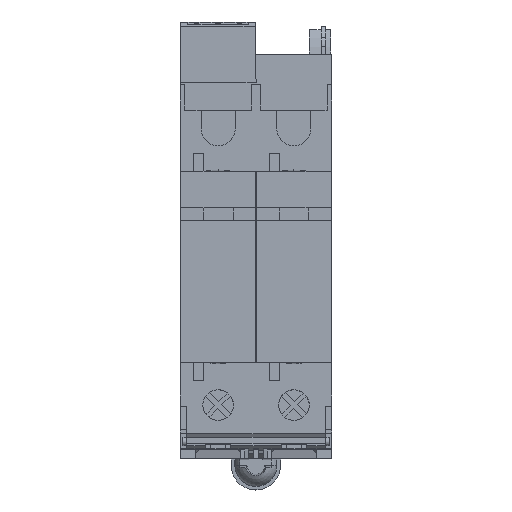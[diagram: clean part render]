
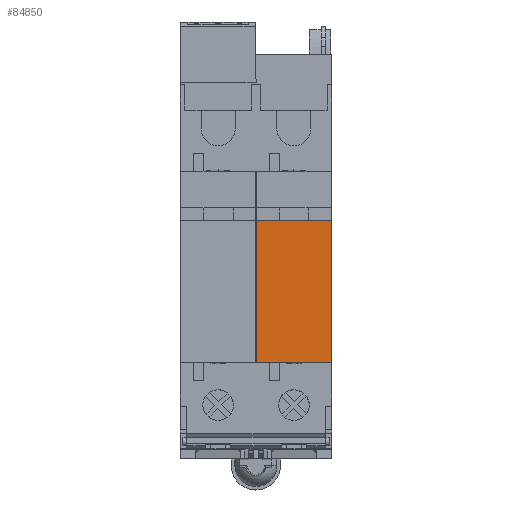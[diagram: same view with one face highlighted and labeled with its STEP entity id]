
A CAD part, top view. The second image highlights one B-rep face of the part: STEP entity #84850.
In plain terms, the highlighted face is planar.
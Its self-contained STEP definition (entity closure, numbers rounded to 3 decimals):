
#22650=CARTESIAN_POINT('',(22.404,98.015,
53.146));
#22660=VERTEX_POINT('',#22650);
#22690=CARTESIAN_POINT('',(22.404,98.015,
35.491));
#22700=DIRECTION('',(0.,0.,-1.));
#22710=VECTOR('',#22700,1.);
#22720=LINE('',#22690,#22710);
#22730=CARTESIAN_POINT('',(22.404,98.015,
35.646));
#22740=VERTEX_POINT('',#22730);
#22750=EDGE_CURVE('',#22660,#22740,#22720,.T.);
#66840=CARTESIAN_POINT('',(-1.813,98.015,
35.646));
#66850=DIRECTION('',(-1.,0.,0.));
#66860=VECTOR('',#66850,1.);
#66870=LINE('',#66840,#66860);
#66880=CARTESIAN_POINT('',(-10.846,98.015,
35.646));
#66890=VERTEX_POINT('',#66880);
#66900=EDGE_CURVE('',#22740,#66890,#66870,.T.);
#84190=CARTESIAN_POINT('',(-10.846,98.015,
35.491));
#84200=DIRECTION('',(0.,0.,1.));
#84210=VECTOR('',#84200,1.);
#84220=LINE('',#84190,#84210);
#84230=CARTESIAN_POINT('',(-10.846,98.015,
53.145));
#84240=VERTEX_POINT('',#84230);
#84250=EDGE_CURVE('',#66890,#84240,#84220,.T.);
#84690=CARTESIAN_POINT('',(21.404,98.015,
35.491));
#84700=DIRECTION('',(0.,-1.,0.));
#84710=DIRECTION('',(1.,0.,-0.));
#84720=AXIS2_PLACEMENT_3D('',#84690,#84700,#84710);
#84730=PLANE('',#84720);
#84740=ORIENTED_EDGE('',*,*,#22750,.T.);
#84750=CARTESIAN_POINT('',(-1.813,98.015,
53.145));
#84760=DIRECTION('',(1.,0.,
0.));
#84770=VECTOR('',#84760,1.);
#84780=LINE('',#84750,#84770);
#84790=EDGE_CURVE('',#84240,#22660,#84780,.T.);
#84800=ORIENTED_EDGE('',*,*,#84790,.T.);
#84810=ORIENTED_EDGE('',*,*,#84250,.T.);
#84820=ORIENTED_EDGE('',*,*,#66900,.T.);
#84830=EDGE_LOOP('',(#84820,#84810,#84800,#84740));
#84840=FACE_OUTER_BOUND('',#84830,.T.);
#84850=ADVANCED_FACE('',(#84840),#84730,.F.);
